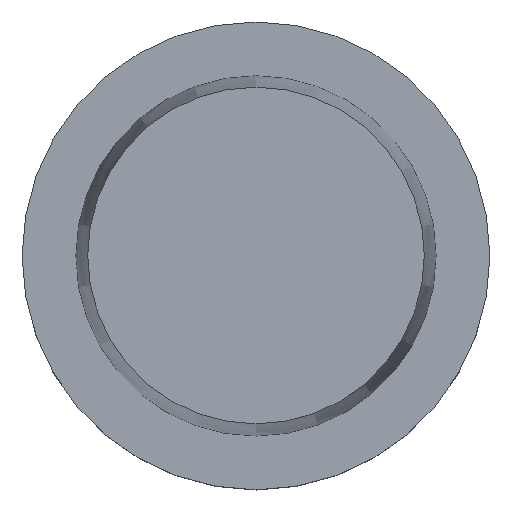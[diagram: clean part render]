
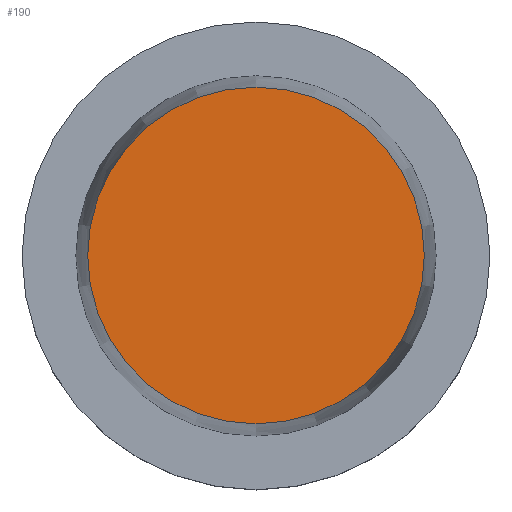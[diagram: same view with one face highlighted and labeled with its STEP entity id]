
A CAD part, top view. The second image highlights one B-rep face of the part: STEP entity #190.
In plain terms, the highlighted planar face has unit normal (0, 0, 1).
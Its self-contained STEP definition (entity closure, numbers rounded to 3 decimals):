
#128=EDGE_CURVE('Unnamed[1]',#318,#318,#319,.T.);
#190=ADVANCED_FACE('Unnamed[1]',(#414),#415,.T.);
#318=VERTEX_POINT('',#573);
#319=CIRCLE('',#574,44.978);
#414=FACE_OUTER_BOUND('',#693,.T.);
#415=PLANE('',#694);
#573=CARTESIAN_POINT('',(0.,44.978,63.));
#574=AXIS2_PLACEMENT_3D('',#851,#852,#853);
#693=EDGE_LOOP('',(#955));
#694=AXIS2_PLACEMENT_3D('',#956,#957,#958);
#851=CARTESIAN_POINT('',(0.,0.,63.));
#852=DIRECTION('',(0.,0.,-1.0));
#853=DIRECTION('',(0.,1.0,0.));
#955=ORIENTED_EDGE('',*,*,#128,.F.);
#956=CARTESIAN_POINT('',(0.,22.489,63.));
#957=DIRECTION('',(0.,0.,1.0));
#958=DIRECTION('',(0.,-1.0,0.));
